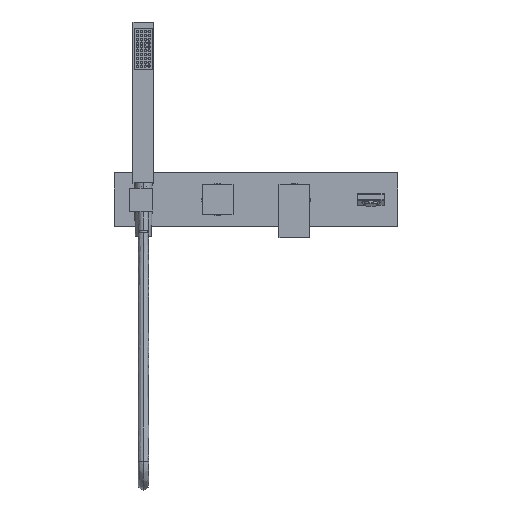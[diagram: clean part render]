
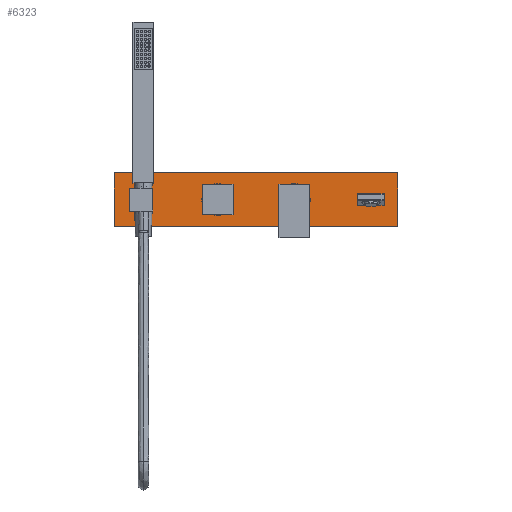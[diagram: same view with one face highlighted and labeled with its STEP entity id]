
A CAD part, top view. The second image highlights one B-rep face of the part: STEP entity #6323.
In plain terms, the highlighted planar face has unit normal (0, 0, 1).
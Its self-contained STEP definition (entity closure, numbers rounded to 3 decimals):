
#63 = CARTESIAN_POINT ( 'NONE',  ( 29.25, 0., 4. ) ) ;
#374 = DIRECTION ( 'NONE',  ( 1., 0., 0. ) ) ;
#536 = AXIS2_PLACEMENT_3D ( 'NONE', #9952, #15748, #14665 ) ;
#549 = EDGE_CURVE ( 'NONE', #17760, #18949, #13080, .T. ) ;
#653 = ORIENTED_EDGE ( 'NONE', *, *, #11947, .F. ) ;
#931 = DIRECTION ( 'NONE',  ( 0., 0., 1. ) ) ;
#964 = CARTESIAN_POINT ( 'NONE',  ( 161.8, 0., 4. ) ) ;
#995 = AXIS2_PLACEMENT_3D ( 'NONE', #3755, #931, #14448 ) ;
#1099 = EDGE_LOOP ( 'NONE', ( #9625, #15674 ) ) ;
#1212 = VERTEX_POINT ( 'NONE', #8070 ) ;
#1218 = PLANE ( 'NONE',  #995 ) ;
#1244 = EDGE_LOOP ( 'NONE', ( #18562, #17675 ) ) ;
#1300 = CARTESIAN_POINT ( 'NONE',  ( -150., 0., 4. ) ) ;
#1352 = VERTEX_POINT ( 'NONE', #11572 ) ;
#2038 = VERTEX_POINT ( 'NONE', #17809 ) ;
#2363 = AXIS2_PLACEMENT_3D ( 'NONE', #964, #6940, #12896 ) ;
#2671 = DIRECTION ( 'NONE',  ( 1., 0., 0. ) ) ;
#2727 = DIRECTION ( 'NONE',  ( 0., 0., 1. ) ) ;
#2753 = LINE ( 'NONE', #14423, #17688 ) ;
#2902 = ORIENTED_EDGE ( 'NONE', *, *, #8704, .F. ) ;
#2918 = AXIS2_PLACEMENT_3D ( 'NONE', #9378, #18574, #374 ) ;
#3132 = CARTESIAN_POINT ( 'NONE',  ( -150., 0., 4. ) ) ;
#3273 = DIRECTION ( 'NONE',  ( 1., 0., 0. ) ) ;
#3327 = DIRECTION ( 'NONE',  ( 1., 0., 0. ) ) ;
#3704 = VERTEX_POINT ( 'NONE', #9100 ) ;
#3755 = CARTESIAN_POINT ( 'NONE',  ( 0., 0., 4. ) ) ;
#4047 = FACE_BOUND ( 'NONE', #10219, .T. ) ;
#4192 = CARTESIAN_POINT ( 'NONE',  ( 161.8, 0., 4. ) ) ;
#4389 = DIRECTION ( 'NONE',  ( 1., 0., 0. ) ) ;
#4408 = EDGE_CURVE ( 'NONE', #6689, #8783, #2753, .T. ) ;
#4585 = CARTESIAN_POINT ( 'NONE',  ( 50., 0., 4. ) ) ;
#4722 = AXIS2_PLACEMENT_3D ( 'NONE', #1300, #10198, #2671 ) ;
#4735 = AXIS2_PLACEMENT_3D ( 'NONE', #8143, #15786, #18511 ) ;
#4825 = VERTEX_POINT ( 'NONE', #8111 ) ;
#4987 = ORIENTED_EDGE ( 'NONE', *, *, #15305, .T. ) ;
#5182 = DIRECTION ( 'NONE',  ( 0., 0., 1. ) ) ;
#5453 = CARTESIAN_POINT ( 'NONE',  ( 150., 0., 4. ) ) ;
#5922 = EDGE_CURVE ( 'NONE', #1212, #4825, #7088, .T. ) ;
#6209 = CARTESIAN_POINT ( 'NONE',  ( 150., 0., 4. ) ) ;
#6291 = VERTEX_POINT ( 'NONE', #11499 ) ;
#6316 = AXIS2_PLACEMENT_3D ( 'NONE', #6209, #12244, #9426 ) ;
#6323 = ADVANCED_FACE ( 'NONE', ( #17468, #4047, #18940, #11298, #17175, #10023, #15822 ), #1218, .T. ) ;
#6689 = VERTEX_POINT ( 'NONE', #17061 ) ;
#6825 = DIRECTION ( 'NONE',  ( 0., 0., 1. ) ) ;
#6855 = DIRECTION ( 'NONE',  ( 1., 0., 0. ) ) ;
#6940 = DIRECTION ( 'NONE',  ( 0., 0., 1. ) ) ;
#6974 = ORIENTED_EDGE ( 'NONE', *, *, #11218, .F. ) ;
#7016 = DIRECTION ( 'NONE',  ( 1., 0., 0. ) ) ;
#7088 = CIRCLE ( 'NONE', #536, 2.1 ) ;
#7192 = ORIENTED_EDGE ( 'NONE', *, *, #8303, .T. ) ;
#7249 = CIRCLE ( 'NONE', #4735, 20.75 ) ;
#7528 = VERTEX_POINT ( 'NONE', #13915 ) ;
#7645 = EDGE_CURVE ( 'NONE', #18949, #17760, #15679, .T. ) ;
#7767 = EDGE_CURVE ( 'NONE', #17542, #18360, #7249, .T. ) ;
#8070 = CARTESIAN_POINT ( 'NONE',  ( -163.1, 11., 4. ) ) ;
#8111 = CARTESIAN_POINT ( 'NONE',  ( -158.9, 11., 4. ) ) ;
#8143 = CARTESIAN_POINT ( 'NONE',  ( -50., 0., 4. ) ) ;
#8303 = EDGE_CURVE ( 'NONE', #6291, #7528, #16745, .T. ) ;
#8476 = EDGE_LOOP ( 'NONE', ( #11269, #2902 ) ) ;
#8576 = CARTESIAN_POINT ( 'NONE',  ( -162.5, 0., 4. ) ) ;
#8704 = EDGE_CURVE ( 'NONE', #14521, #1352, #16263, .T. ) ;
#8783 = VERTEX_POINT ( 'NONE', #19306 ) ;
#8867 = CARTESIAN_POINT ( 'NONE',  ( 185., -35., 4. ) ) ;
#9040 = ORIENTED_EDGE ( 'NONE', *, *, #10998, .F. ) ;
#9100 = CARTESIAN_POINT ( 'NONE',  ( 160.15, 0., 4. ) ) ;
#9378 = CARTESIAN_POINT ( 'NONE',  ( -50., 0., 4. ) ) ;
#9398 = AXIS2_PLACEMENT_3D ( 'NONE', #3132, #16747, #3327 ) ;
#9426 = DIRECTION ( 'NONE',  ( 1., 0., 0. ) ) ;
#9446 = EDGE_CURVE ( 'NONE', #1352, #14521, #17828, .T. ) ;
#9602 = ORIENTED_EDGE ( 'NONE', *, *, #4408, .T. ) ;
#9625 = ORIENTED_EDGE ( 'NONE', *, *, #19289, .F. ) ;
#9786 = EDGE_LOOP ( 'NONE', ( #4987, #7192, #10276, #9602 ) ) ;
#9800 = AXIS2_PLACEMENT_3D ( 'NONE', #10601, #16594, #3273 ) ;
#9952 = CARTESIAN_POINT ( 'NONE',  ( -161., 11., 4. ) ) ;
#10023 = FACE_BOUND ( 'NONE', #19247, .T. ) ;
#10198 = DIRECTION ( 'NONE',  ( 0., 0., 1. ) ) ;
#10219 = EDGE_LOOP ( 'NONE', ( #15215, #17638 ) ) ;
#10276 = ORIENTED_EDGE ( 'NONE', *, *, #19274, .T. ) ;
#10576 = CARTESIAN_POINT ( 'NONE',  ( -70.75, 0., 4. ) ) ;
#10601 = CARTESIAN_POINT ( 'NONE',  ( -161., 11., 4. ) ) ;
#10620 = ORIENTED_EDGE ( 'NONE', *, *, #7767, .F. ) ;
#10730 = VECTOR ( 'NONE', #11784, 1000. ) ;
#10973 = CIRCLE ( 'NONE', #12217, 5.6 ) ;
#10998 = EDGE_CURVE ( 'NONE', #11019, #18951, #10973, .T. ) ;
#11019 = VERTEX_POINT ( 'NONE', #15739 ) ;
#11218 = EDGE_CURVE ( 'NONE', #18951, #11019, #16313, .T. ) ;
#11269 = ORIENTED_EDGE ( 'NONE', *, *, #9446, .F. ) ;
#11298 = FACE_BOUND ( 'NONE', #8476, .T. ) ;
#11499 = CARTESIAN_POINT ( 'NONE',  ( -185., -35., 4. ) ) ;
#11513 = CIRCLE ( 'NONE', #16212, 1.65 ) ;
#11572 = CARTESIAN_POINT ( 'NONE',  ( -137.5, 0., 4. ) ) ;
#11784 = DIRECTION ( 'NONE',  ( 0., 1., 0. ) ) ;
#11947 = EDGE_CURVE ( 'NONE', #18360, #17542, #16066, .T. ) ;
#12217 = AXIS2_PLACEMENT_3D ( 'NONE', #5453, #6825, #7016 ) ;
#12244 = DIRECTION ( 'NONE',  ( 0., 0., 1. ) ) ;
#12896 = DIRECTION ( 'NONE',  ( 1., 0., 0. ) ) ;
#12983 = CARTESIAN_POINT ( 'NONE',  ( -29.25, 0., 4. ) ) ;
#13080 = CIRCLE ( 'NONE', #18084, 20.75 ) ;
#13795 = AXIS2_PLACEMENT_3D ( 'NONE', #4585, #14782, #4389 ) ;
#13915 = CARTESIAN_POINT ( 'NONE',  ( 185., -35., 4. ) ) ;
#13971 = CARTESIAN_POINT ( 'NONE',  ( 70.75, 0., 4. ) ) ;
#14185 = CARTESIAN_POINT ( 'NONE',  ( 50., 0., 4. ) ) ;
#14423 = CARTESIAN_POINT ( 'NONE',  ( 185., 35., 4. ) ) ;
#14448 = DIRECTION ( 'NONE',  ( 1., 0., 0. ) ) ;
#14521 = VERTEX_POINT ( 'NONE', #8576 ) ;
#14523 = DIRECTION ( 'NONE',  ( -1., 0., 0. ) ) ;
#14595 = EDGE_LOOP ( 'NONE', ( #6974, #9040 ) ) ;
#14665 = DIRECTION ( 'NONE',  ( 1., 0., 0. ) ) ;
#14782 = DIRECTION ( 'NONE',  ( 0., 0., 1. ) ) ;
#15215 = ORIENTED_EDGE ( 'NONE', *, *, #15441, .F. ) ;
#15305 = EDGE_CURVE ( 'NONE', #8783, #6291, #18685, .T. ) ;
#15371 = CARTESIAN_POINT ( 'NONE',  ( 185., -35., 4. ) ) ;
#15441 = EDGE_CURVE ( 'NONE', #2038, #3704, #16137, .T. ) ;
#15674 = ORIENTED_EDGE ( 'NONE', *, *, #5922, .F. ) ;
#15679 = CIRCLE ( 'NONE', #13795, 20.75 ) ;
#15739 = CARTESIAN_POINT ( 'NONE',  ( 144.4, 0., 4. ) ) ;
#15748 = DIRECTION ( 'NONE',  ( 0., 0., 1. ) ) ;
#15786 = DIRECTION ( 'NONE',  ( 0., 0., 1. ) ) ;
#15818 = VECTOR ( 'NONE', #18972, 1000. ) ;
#15822 = FACE_OUTER_BOUND ( 'NONE', #9786, .T. ) ;
#16066 = CIRCLE ( 'NONE', #2918, 20.75 ) ;
#16137 = CIRCLE ( 'NONE', #2363, 1.65 ) ;
#16212 = AXIS2_PLACEMENT_3D ( 'NONE', #4192, #2727, #6855 ) ;
#16263 = CIRCLE ( 'NONE', #4722, 12.5 ) ;
#16313 = CIRCLE ( 'NONE', #6316, 5.6 ) ;
#16594 = DIRECTION ( 'NONE',  ( 0., 0., 1. ) ) ;
#16745 = LINE ( 'NONE', #15371, #18465 ) ;
#16747 = DIRECTION ( 'NONE',  ( 0., 0., 1. ) ) ;
#17061 = CARTESIAN_POINT ( 'NONE',  ( 185., 35., 4. ) ) ;
#17175 = FACE_BOUND ( 'NONE', #1244, .T. ) ;
#17186 = CARTESIAN_POINT ( 'NONE',  ( 155.6, 0., 4. ) ) ;
#17401 = CARTESIAN_POINT ( 'NONE',  ( -185., -35., 4. ) ) ;
#17432 = EDGE_CURVE ( 'NONE', #3704, #2038, #11513, .T. ) ;
#17468 = FACE_BOUND ( 'NONE', #1099, .T. ) ;
#17542 = VERTEX_POINT ( 'NONE', #12983 ) ;
#17638 = ORIENTED_EDGE ( 'NONE', *, *, #17432, .F. ) ;
#17675 = ORIENTED_EDGE ( 'NONE', *, *, #549, .F. ) ;
#17688 = VECTOR ( 'NONE', #14523, 1000. ) ;
#17760 = VERTEX_POINT ( 'NONE', #63 ) ;
#17809 = CARTESIAN_POINT ( 'NONE',  ( 163.45, 0., 4. ) ) ;
#17828 = CIRCLE ( 'NONE', #9398, 12.5 ) ;
#17959 = LINE ( 'NONE', #8867, #10730 ) ;
#18084 = AXIS2_PLACEMENT_3D ( 'NONE', #14185, #5182, #18778 ) ;
#18360 = VERTEX_POINT ( 'NONE', #10576 ) ;
#18465 = VECTOR ( 'NONE', #18591, 1000. ) ;
#18511 = DIRECTION ( 'NONE',  ( 1., 0., 0. ) ) ;
#18562 = ORIENTED_EDGE ( 'NONE', *, *, #7645, .F. ) ;
#18574 = DIRECTION ( 'NONE',  ( 0., 0., 1. ) ) ;
#18591 = DIRECTION ( 'NONE',  ( 1., 0., 0. ) ) ;
#18685 = LINE ( 'NONE', #17401, #15818 ) ;
#18778 = DIRECTION ( 'NONE',  ( 1., 0., 0. ) ) ;
#18940 = FACE_BOUND ( 'NONE', #14595, .T. ) ;
#18949 = VERTEX_POINT ( 'NONE', #13971 ) ;
#18951 = VERTEX_POINT ( 'NONE', #17186 ) ;
#18972 = DIRECTION ( 'NONE',  ( 0., -1., 0. ) ) ;
#19170 = CIRCLE ( 'NONE', #9800, 2.1 ) ;
#19247 = EDGE_LOOP ( 'NONE', ( #10620, #653 ) ) ;
#19274 = EDGE_CURVE ( 'NONE', #7528, #6689, #17959, .T. ) ;
#19289 = EDGE_CURVE ( 'NONE', #4825, #1212, #19170, .T. ) ;
#19306 = CARTESIAN_POINT ( 'NONE',  ( -185., 35., 4. ) ) ;
